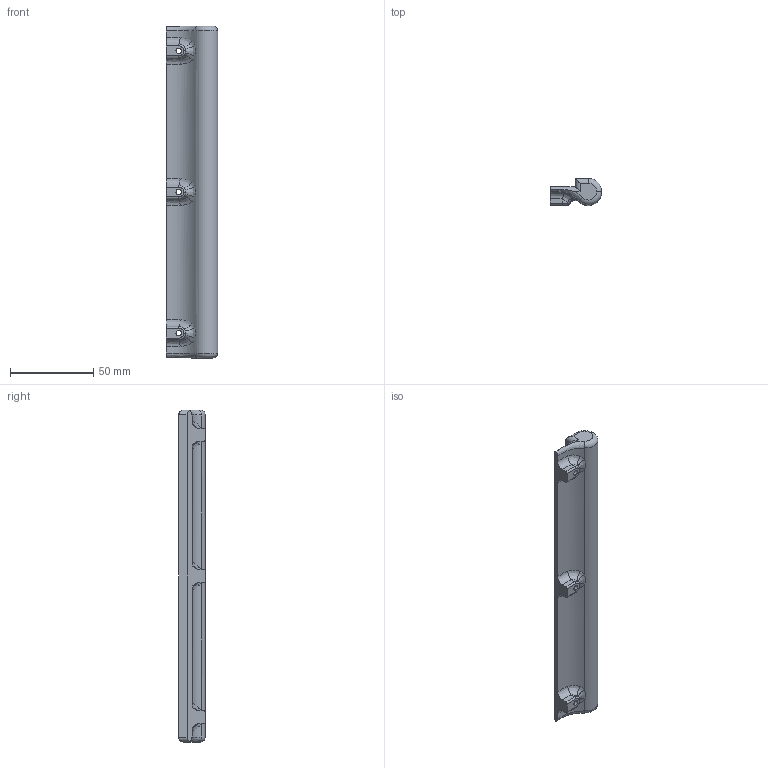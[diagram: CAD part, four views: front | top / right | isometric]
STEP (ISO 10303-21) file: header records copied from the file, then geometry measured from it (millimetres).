
FILE_DESCRIPTION (( 'STEP AP214' ), '1' );
FILE_NAME ('handle 2.0.STEP', '2024-09-20T10:12:58', ( '' ), ( '' ), 'SwSTEP 2.0', 'SolidWorks 2023', '' );
FILE_SCHEMA (( 'AUTOMOTIVE_DESIGN' ));
Length unit declared in the file: millimetre
Products named in the file (1): handle 2.0
Bounding box: 31 x 16 x 200 mm (x, y, z)
Volume: 56493 mm3; surface area: 17485.9 mm2
Topology: 1 solids, 1 shells, 77 faces, 193 edges, 118 vertices
Faces by surface type: bspline 27, cylinder 25, plane 15, torus 10
Entity records: 3318 total; most frequent: CARTESIAN_POINT 1598, ORIENTED_EDGE 386, DIRECTION 321, EDGE_CURVE 193, AXIS2_PLACEMENT_3D 132, VERTEX_POINT 118, EDGE_LOOP 83, CIRCLE 81
